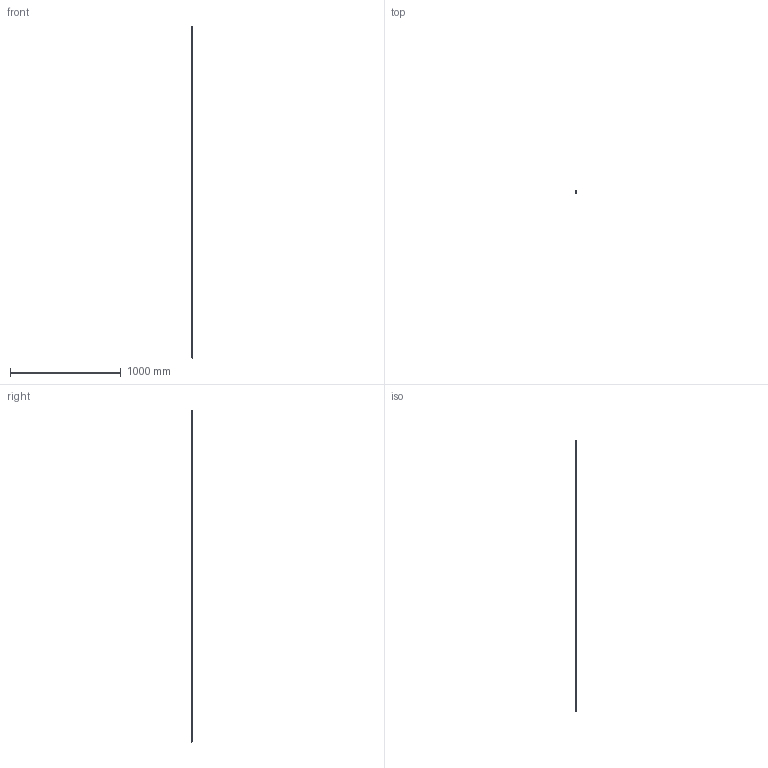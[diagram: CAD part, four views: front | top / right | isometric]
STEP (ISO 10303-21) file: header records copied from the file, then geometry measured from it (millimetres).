
FILE_DESCRIPTION (( 'STEP AP203' ), '1' );
FILE_NAME ('6973.step', '2015-09-17T15:55:38', ( '' ), ( '' ), 'SwSTEP 2.0', 'SolidWorks 2015', '' );
FILE_SCHEMA (( 'CONFIG_CONTROL_DESIGN' ));
Length unit declared in the file: millimetre
Products named in the file (1): 6973
Bounding box: 14 x 13.99 x 3000 mm (x, y, z)
Volume: 404316.5 mm3; surface area: 126440.3 mm2
Topology: 1 solids, 1 shells, 5558 faces, 16635 edges, 11090 vertices
Faces by surface type: cylinder 3363, plane 2147, bspline 48
Entity records: 243961 total; most frequent: CARTESIAN_POINT 119389, ORIENTED_EDGE 33270, DIRECTION 17141, EDGE_CURVE 16635, VERTEX_POINT 11090, B_SPLINE_CURVE_WITH_KNOTS 10522, AXIS2_PLACEMENT_3D 7596, EDGE_LOOP 5569
